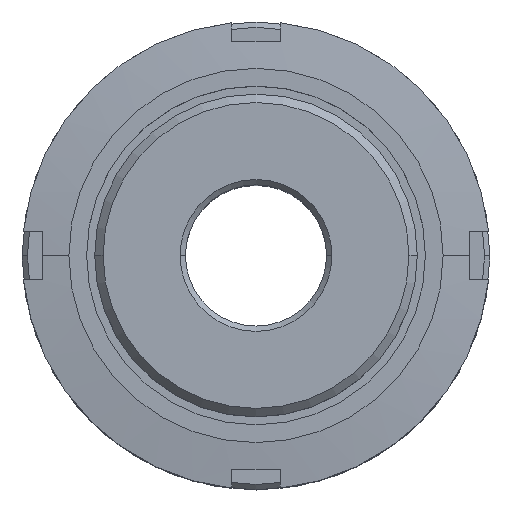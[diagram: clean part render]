
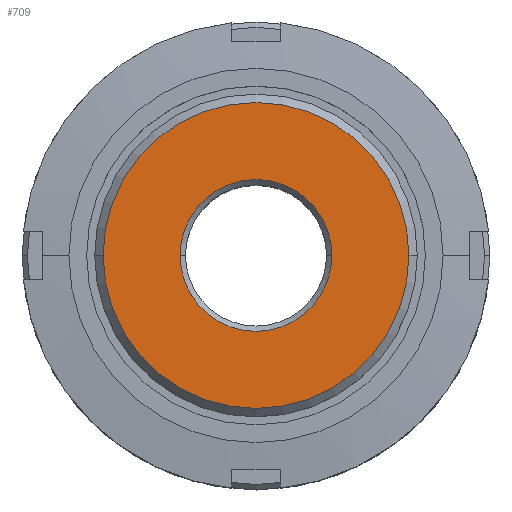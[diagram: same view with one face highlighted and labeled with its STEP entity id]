
A CAD part, top view. The second image highlights one B-rep face of the part: STEP entity #709.
In plain terms, the highlighted planar face has unit normal (0, 0, 1).
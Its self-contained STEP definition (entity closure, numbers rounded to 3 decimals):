
#529=EDGE_CURVE('',#1327,#1189,#1473,.T.);
#563=EDGE_CURVE('',#1189,#1327,#1510,.T.);
#709=ADVANCED_FACE('',(#1673,#1674),#1675,.T.);
#993=VERTEX_POINT('',#1989);
#1133=EDGE_CURVE('',#1211,#993,#2145,.T.);
#1189=VERTEX_POINT('',#2207);
#1211=VERTEX_POINT('',#2234);
#1327=VERTEX_POINT('',#2360);
#1393=EDGE_CURVE('',#993,#1211,#2434,.T.);
#1473=CIRCLE('',#2521,9.41);
#1510=CIRCLE('',#2586,9.41);
#1673=FACE_OUTER_BOUND('',#2871,.T.);
#1674=FACE_BOUND('',#2872,.T.);
#1675=PLANE('',#2873);
#1989=CARTESIAN_POINT('',(-18.96,0.,44.0));
#2145=CIRCLE('',#3625,18.96);
#2207=CARTESIAN_POINT('',(9.41,0.,44.0));
#2234=CARTESIAN_POINT('',(18.96,0.,44.0));
#2360=CARTESIAN_POINT('',(-9.41,0.,44.0));
#2434=CIRCLE('',#4102,18.96);
#2521=AXIS2_PLACEMENT_3D('',#4202,#4203,#4204);
#2586=AXIS2_PLACEMENT_3D('',#4238,#4239,#4240);
#2871=EDGE_LOOP('',(#4433,#4434));
#2872=EDGE_LOOP('',(#4435,#4436));
#2873=AXIS2_PLACEMENT_3D('',#4437,#4438,#4439);
#3625=AXIS2_PLACEMENT_3D('',#4973,#4974,#4975);
#4102=AXIS2_PLACEMENT_3D('',#5305,#5306,#5307);
#4202=CARTESIAN_POINT('',(0.0,0.,44.0));
#4203=DIRECTION('',(0.0,0.,-1.0));
#4204=DIRECTION('',(1.0,0.0,0.0));
#4238=CARTESIAN_POINT('',(0.0,0.,44.0));
#4239=DIRECTION('',(0.0,0.,-1.0));
#4240=DIRECTION('',(1.0,0.0,0.0));
#4433=ORIENTED_EDGE('',*,*,#1133,.F.);
#4434=ORIENTED_EDGE('',*,*,#1393,.F.);
#4435=ORIENTED_EDGE('',*,*,#563,.T.);
#4436=ORIENTED_EDGE('',*,*,#529,.T.);
#4437=CARTESIAN_POINT('',(14.185,0.,44.0));
#4438=DIRECTION('',(0.0,0.,1.0));
#4439=DIRECTION('',(-1.0,0.0,-0.0));
#4973=CARTESIAN_POINT('',(0.0,0.,44.0));
#4974=DIRECTION('',(0.0,0.,-1.0));
#4975=DIRECTION('',(1.0,0.0,0.0));
#5305=CARTESIAN_POINT('',(0.0,0.,44.0));
#5306=DIRECTION('',(0.0,0.,-1.0));
#5307=DIRECTION('',(1.0,0.0,0.0));
